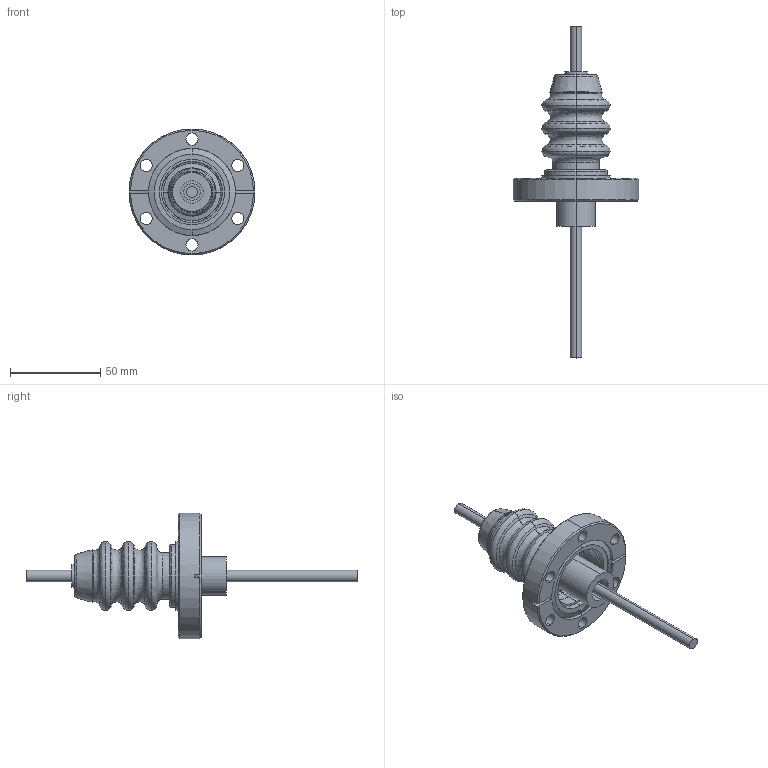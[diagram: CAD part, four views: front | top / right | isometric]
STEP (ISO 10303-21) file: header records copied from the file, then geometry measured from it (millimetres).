
FILE_DESCRIPTION (( 'STEP AP203' ), '1' );
FILE_NAME ('A1158-2-CF.STEP', '2013-06-12T11:13:02', ( '' ), ( '' ), 'SwSTEP 2.0', 'SolidWorks 2012', '' );
FILE_SCHEMA (( 'CONFIG_CONTROL_DESIGN' ));
Length unit declared in the file: inch
Products named in the file (1): A1158-2-CF
Bounding box: 69.85 x 184.15 x 69.85 mm (x, y, z)
Volume: 79223.6 mm3; surface area: 31340.6 mm2
Topology: 1 solids, 1 shells, 142 faces, 330 edges, 203 vertices
Faces by surface type: cylinder 48, cone 39, bspline 34, plane 21
Entity records: 4594 total; most frequent: CARTESIAN_POINT 1222, DIRECTION 759, ORIENTED_EDGE 660, AXIS2_PLACEMENT_3D 332, EDGE_CURVE 330, CIRCLE 223, VERTEX_POINT 203, EDGE_LOOP 167
